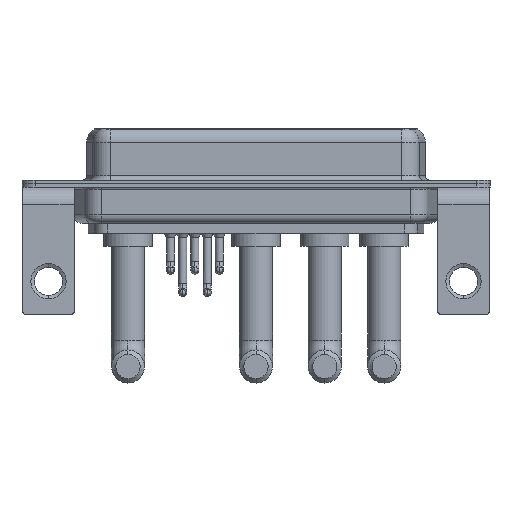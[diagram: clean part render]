
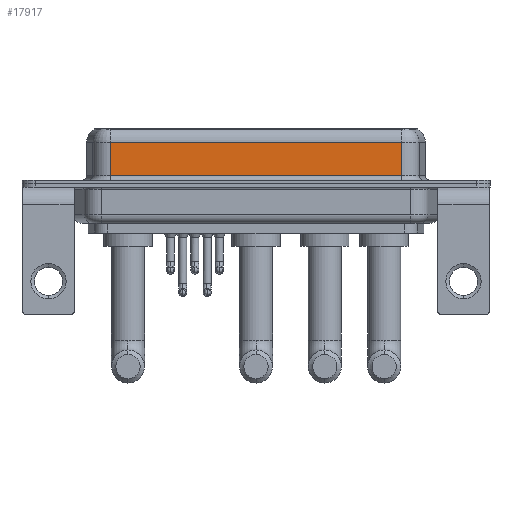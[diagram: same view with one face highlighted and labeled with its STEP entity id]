
A CAD part, front view. The second image highlights one B-rep face of the part: STEP entity #17917.
In plain terms, the highlighted planar face has unit normal (0, -1, 0).
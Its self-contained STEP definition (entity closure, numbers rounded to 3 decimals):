
#372 = LINE ( 'NONE', #17033, #6468 ) ;
#1066 = EDGE_CURVE ( 'NONE', #5013, #17224, #6470, .T. ) ;
#1418 = ORIENTED_EDGE ( 'NONE', *, *, #7331, .F. ) ;
#1664 = VERTEX_POINT ( 'NONE', #7411 ) ;
#1775 = DIRECTION ( 'NONE',  ( 0., 0., -1. ) ) ;
#1996 = EDGE_CURVE ( 'NONE', #17269, #5013, #372, .T. ) ;
#2108 = FACE_OUTER_BOUND ( 'NONE', #10016, .T. ) ;
#2519 = CARTESIAN_POINT ( 'NONE',  ( 7.013, -3.95, 6.4 ) ) ;
#2832 = CARTESIAN_POINT ( 'NONE',  ( 7.013, -3.95, 0.9 ) ) ;
#4818 = LINE ( 'NONE', #16015, #6923 ) ;
#4945 = DIRECTION ( 'NONE',  ( 0., 1., 0. ) ) ;
#5013 = VERTEX_POINT ( 'NONE', #16218 ) ;
#5798 = LINE ( 'NONE', #11514, #11562 ) ;
#6420 = ORIENTED_EDGE ( 'NONE', *, *, #1066, .T. ) ;
#6468 = VECTOR ( 'NONE', #10019, 1000. ) ;
#6470 = LINE ( 'NONE', #2519, #9576 ) ;
#6633 = AXIS2_PLACEMENT_3D ( 'NONE', #8929, #4945, #10206 ) ;
#6923 = VECTOR ( 'NONE', #14287, 1000. ) ;
#7331 = EDGE_CURVE ( 'NONE', #17269, #1664, #5798, .T. ) ;
#7411 = CARTESIAN_POINT ( 'NONE',  ( 40.037, -3.95, 0.9 ) ) ;
#8753 = PLANE ( 'NONE',  #6633 ) ;
#8929 = CARTESIAN_POINT ( 'NONE',  ( 40.037, -3.95, 6.4 ) ) ;
#9576 = VECTOR ( 'NONE', #13642, 1000. ) ;
#10016 = EDGE_LOOP ( 'NONE', ( #1418, #14765, #6420, #16034 ) ) ;
#10019 = DIRECTION ( 'NONE',  ( -1., 0., 0. ) ) ;
#10206 = DIRECTION ( 'NONE',  ( 0., 0., 1. ) ) ;
#11514 = CARTESIAN_POINT ( 'NONE',  ( 40.037, -3.95, 6.4 ) ) ;
#11562 = VECTOR ( 'NONE', #1775, 1000. ) ;
#12494 = CARTESIAN_POINT ( 'NONE',  ( 40.037, -3.95, 4.65 ) ) ;
#13642 = DIRECTION ( 'NONE',  ( 0., 0., -1. ) ) ;
#14287 = DIRECTION ( 'NONE',  ( 1., 0., 0. ) ) ;
#14295 = EDGE_CURVE ( 'NONE', #17224, #1664, #4818, .T. ) ;
#14765 = ORIENTED_EDGE ( 'NONE', *, *, #1996, .T. ) ;
#16015 = CARTESIAN_POINT ( 'NONE',  ( 40.037, -3.95, 0.9 ) ) ;
#16034 = ORIENTED_EDGE ( 'NONE', *, *, #14295, .T. ) ;
#16218 = CARTESIAN_POINT ( 'NONE',  ( 7.013, -3.95, 4.65 ) ) ;
#17033 = CARTESIAN_POINT ( 'NONE',  ( 40.037, -3.95, 4.65 ) ) ;
#17224 = VERTEX_POINT ( 'NONE', #2832 ) ;
#17269 = VERTEX_POINT ( 'NONE', #12494 ) ;
#17917 = ADVANCED_FACE ( 'NONE', ( #2108 ), #8753, .F. ) ;
